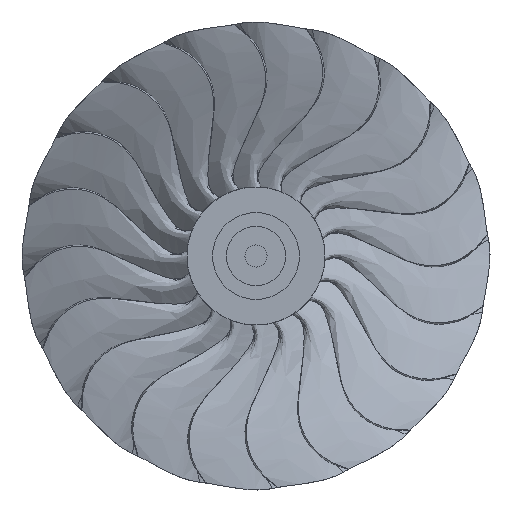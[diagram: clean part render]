
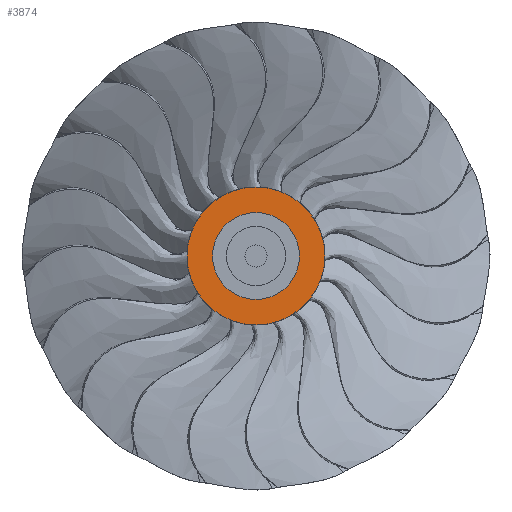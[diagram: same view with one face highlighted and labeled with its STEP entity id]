
A CAD part, front view. The second image highlights one B-rep face of the part: STEP entity #3874.
In plain terms, the highlighted planar face has unit normal (0, -1, 0).
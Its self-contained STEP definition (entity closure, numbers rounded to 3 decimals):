
#779 = VERTEX_POINT('',#780);
#780 = CARTESIAN_POINT('',(-213.769,-274.32,0.));
#837 = EDGE_CURVE('',#779,#779,#838,.T.);
#838 = CIRCLE('',#839,213.769);
#839 = AXIS2_PLACEMENT_3D('',#840,#841,#842);
#840 = CARTESIAN_POINT('',(0.,-274.32,0.));
#841 = DIRECTION('',(-0.,1.,0.));
#842 = DIRECTION('',(1.,0.,0.));
#1732 = EDGE_CURVE('',#1733,#1733,#1735,.T.);
#1733 = VERTEX_POINT('',#1734);
#1734 = CARTESIAN_POINT('',(-339.058,-274.32,0.)
  );
#1735 = CIRCLE('',#1736,339.058);
#1736 = AXIS2_PLACEMENT_3D('',#1737,#1738,#1739);
#1737 = CARTESIAN_POINT('',(0.,-274.32,0.));
#1738 = DIRECTION('',(0.,-1.,0.));
#1739 = DIRECTION('',(1.,0.,0.));
#3874 = ADVANCED_FACE('',(#3875,#3878),#3881,.T.);
#3875 = FACE_BOUND('',#3876,.T.);
#3876 = EDGE_LOOP('',(#3877));
#3877 = ORIENTED_EDGE('',*,*,#1732,.T.);
#3878 = FACE_BOUND('',#3879,.T.);
#3879 = EDGE_LOOP('',(#3880));
#3880 = ORIENTED_EDGE('',*,*,#837,.T.);
#3881 = PLANE('',#3882);
#3882 = AXIS2_PLACEMENT_3D('',#3883,#3884,#3885);
#3883 = CARTESIAN_POINT('',(0.,-274.32,0.));
#3884 = DIRECTION('',(0.,-1.,0.));
#3885 = DIRECTION('',(1.,0.,0.));
